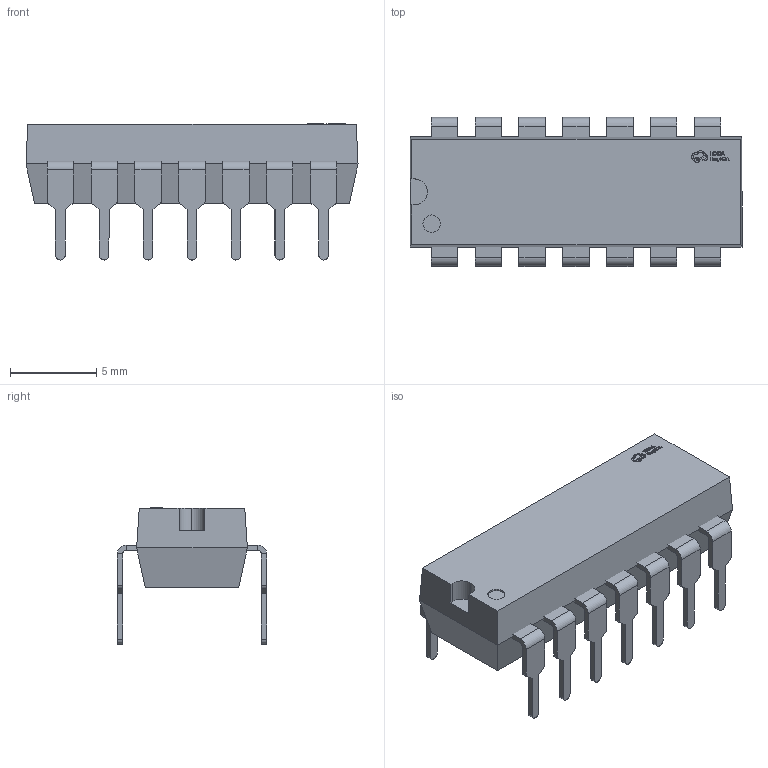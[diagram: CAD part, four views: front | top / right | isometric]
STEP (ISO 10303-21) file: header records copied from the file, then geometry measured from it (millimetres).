
FILE_DESCRIPTION (( 'STEP AP214' ), '1' );
FILE_NAME ('PDIP-14_L19.7-W6.6-H5.1-P2.54-LS8.3-BL.step', '2022-06-21T14:20:35', ( '' ), ( '' ), 'SwSTEP 2.0', 'SolidWorks 2020', '' );
FILE_SCHEMA (( 'AUTOMOTIVE_DESIGN' ));
Length unit declared in the file: millimetre
Products named in the file (1): PDIP-14_L19.7-W6.6-H5.1-P2.54-LS8.3-BL
Bounding box: 19.2 x 8.62 x 7.87 mm (x, y, z)
Volume: 575.2 mm3; surface area: 857.4 mm2
Topology: 8 solids, 8 shells, 539 faces, 1372 edges, 876 vertices
Faces by surface type: plane 353, bspline 112, cylinder 74
Entity records: 21682 total; most frequent: CARTESIAN_POINT 4892, ORIENTED_EDGE 2744, DIRECTION 2148, EDGE_CURVE 1372, VECTOR 996, LINE 996, VERTEX_POINT 876, AXIS2_PLACEMENT_3D 576
